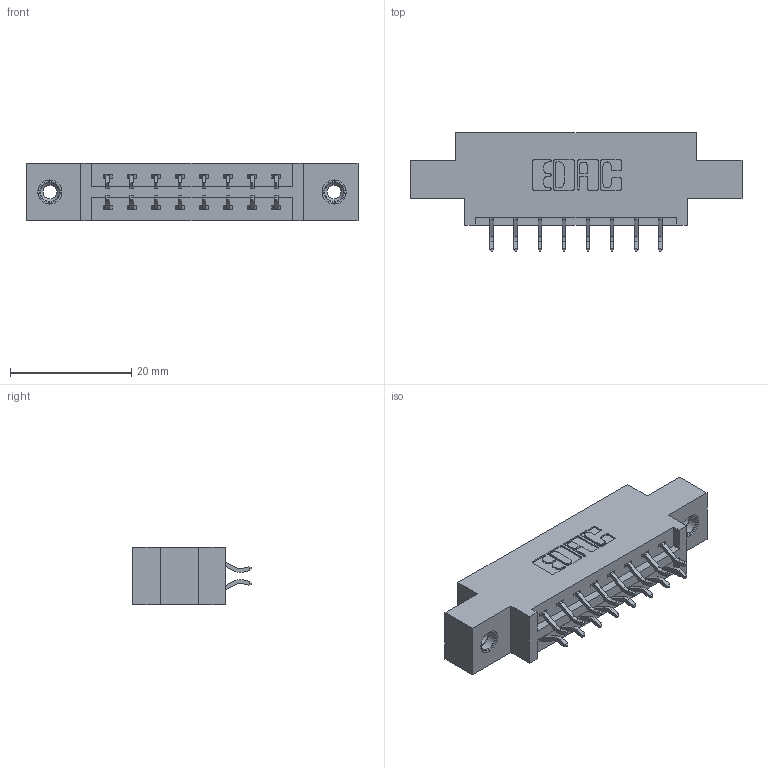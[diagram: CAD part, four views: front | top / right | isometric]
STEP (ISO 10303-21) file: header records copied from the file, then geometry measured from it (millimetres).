
FILE_DESCRIPTION (( 'STEP AP203' ), '1' );
FILE_NAME ('387-016-556-808.STEP', '2019-10-15T23:52:04', ( '' ), ( '' ), 'SwSTEP 2.0', 'SolidWorks 2016', '' );
FILE_SCHEMA (( 'CONFIG_CONTROL_DESIGN' ));
Length unit declared in the file: inch
Products named in the file (4): 337 Part_0.170 Offset - 0.156 Dia-TI; 345-292-001_556 Tail; 345-250-001_345-250-003-102; 387-016-556-808
Assembly tree (19 placements, depth 2):
  387-016-556-808
    337 Part_0.170 Offset - 0.156 Dia-TI
    345-292-001_556 Tail  x16
    345-250-001_345-250-003-102  x2
Bounding box: 54.71 x 19.57 x 9.4 mm (x, y, z)
Volume: 5188.7 mm3; surface area: 5650.5 mm2
Topology: 19 solids, 19 shells, 1138 faces, 3323 edges, 2186 vertices
Faces by surface type: plane 778, cylinder 344, cone 12, torus 4
Entity records: 12138 total; most frequent: CARTESIAN_POINT 2069, ORIENTED_EDGE 1986, DIRECTION 1843, EDGE_CURVE 993, LINE 837, VECTOR 837, VERTEX_POINT 656, AXIS2_PLACEMENT_3D 503
